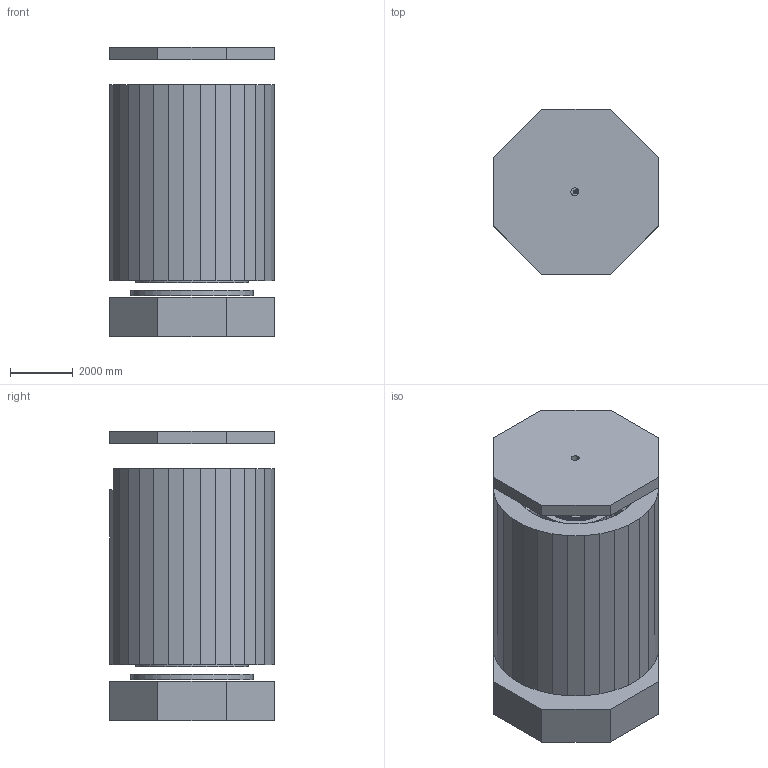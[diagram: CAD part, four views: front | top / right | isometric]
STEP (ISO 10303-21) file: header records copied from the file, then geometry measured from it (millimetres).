
FILE_DESCRIPTION(/* description */ ('EPIC Envelopes'),/* implementation_level */ '2;1');
FILE_NAME(/* name */ 'EPIC Active Area Envelope - 03-20-2025.stp',/* time_stamp */ '2025-03-21T17:13:30-04:00',/* author */ ('dcacace'),/* organization */ (''),/* preprocessor_version */ 'ST-DEVELOPER v20',/* originating_system */ 'Autodesk Inventor 2024',/* authorisation */ '');
FILE_SCHEMA (('AUTOMOTIVE_DESIGN { 1 0 10303 214 3 1 1 }'));
Length unit declared in the file: millimetre
Products named in the file (16): EPIC; HCal Barrel; EMCal Barrel; DIRC; MPGD Outer; AC LGAD Barrel; MPGD Inner; SVT; MPGD Rings; pfRICH; EMCal Backward; AC LGAD Ring; dRICH; HCal Backward; EMCal Forward; HCal Forward
Assembly tree (15 placements, depth 2):
  EPIC
    HCal Barrel
    EMCal Barrel
    DIRC
    MPGD Outer
    AC LGAD Barrel
    MPGD Inner
    SVT
    MPGD Rings
    pfRICH
    EMCal Backward
    AC LGAD Ring
    dRICH
    HCal Backward
    EMCal Forward
    HCal Forward
Bounding box: 5252 x 5252 x 9231.25 mm (x, y, z)
Volume: 123986972899.6 mm3; surface area: 1144715950.4 mm2
Topology: 43 solids, 43 shells, 1415 faces, 3982 edges, 2652 vertices
Faces by surface type: plane 1353, cylinder 56, cone 6
Full cylindrical faces by diameter (mm): 72 x1, 74 x6, 77 x2, 90 x2, 96 x1, 98 x1, 110 x1, 140 x3, 170 x2, 240 x1, 242 x1, 250 x1, 260 x1, 460 x2, 540 x1, 570 x1, 800 x4, 840 x1, 870 x1, 900 x8, 1100 x1, 1190 x1, 1210 x1, 1260 x1, 1280 x1, 1310 x1, 3580 x1, 3680 x1, 3900 x1, 3920 x2
Entity records: 45663 total; most frequent: CARTESIAN_POINT 8080, ORIENTED_EDGE 7964, DIRECTION 6994, EDGE_CURVE 3982, LINE 3862, VECTOR 3862, VERTEX_POINT 2652, AXIS2_PLACEMENT_3D 1566
